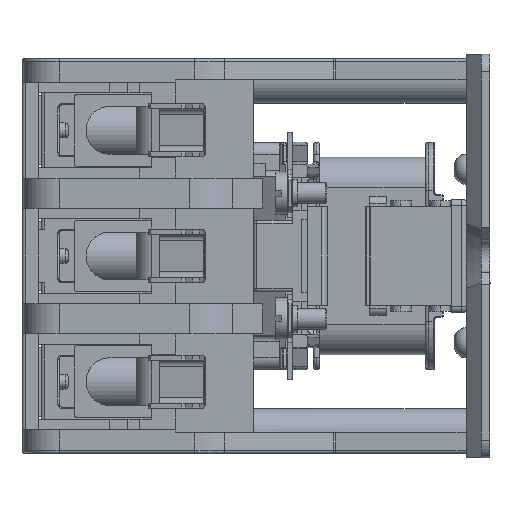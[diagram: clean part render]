
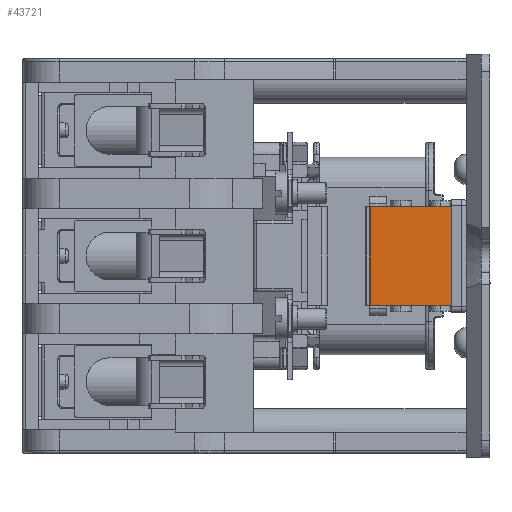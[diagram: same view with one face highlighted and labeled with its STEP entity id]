
A CAD part, left-side view. The second image highlights one B-rep face of the part: STEP entity #43721.
In plain terms, the highlighted planar face has unit normal (-1, 0, 0).
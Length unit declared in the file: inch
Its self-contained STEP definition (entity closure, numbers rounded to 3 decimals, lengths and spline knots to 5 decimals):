
#1373 = DIRECTION ( 'NONE',  ( 1., 0., 0. ) ) ;
#7450 = ORIENTED_EDGE ( 'NONE', *, *, #25252, .F. ) ;
#9001 = CARTESIAN_POINT ( 'NONE',  ( -0.9685, -1.68701, 0.3248 ) ) ;
#10568 = LINE ( 'NONE', #59031, #92612 ) ;
#11732 = CARTESIAN_POINT ( 'NONE',  ( -0.9685, -1.12205, -0.3248 ) ) ;
#17379 = VERTEX_POINT ( 'NONE', #63835 ) ;
#23284 = CARTESIAN_POINT ( 'NONE',  ( -0.9685, -1.40453, 0. ) ) ;
#25252 = EDGE_CURVE ( 'NONE', #25667, #34774, #10568, .T. ) ;
#25667 = VERTEX_POINT ( 'NONE', #69211 ) ;
#34774 = VERTEX_POINT ( 'NONE', #9001 ) ;
#37758 = DIRECTION ( 'NONE',  ( 0., 0., -1. ) ) ;
#42691 = VECTOR ( 'NONE', #37758, 39.37008 ) ;
#43236 = LINE ( 'NONE', #64355, #79132 ) ;
#43721 = ADVANCED_FACE ( 'NONE', ( #95124 ), #72485, .F. ) ;
#59031 = CARTESIAN_POINT ( 'NONE',  ( -0.9685, -1.40256, 0.3248 ) ) ;
#63835 = CARTESIAN_POINT ( 'NONE',  ( -0.9685, -1.68701, -0.3248 ) ) ;
#64355 = CARTESIAN_POINT ( 'NONE',  ( -0.9685, -1.12205, 0. ) ) ;
#67519 = ORIENTED_EDGE ( 'NONE', *, *, #75348, .F. ) ;
#69211 = CARTESIAN_POINT ( 'NONE',  ( -0.9685, -1.12205, 0.3248 ) ) ;
#72485 = PLANE ( 'NONE',  #93784 ) ;
#74223 = DIRECTION ( 'NONE',  ( 0., 0., -1. ) ) ;
#74745 = DIRECTION ( 'NONE',  ( 0., -1., 0. ) ) ;
#75348 = EDGE_CURVE ( 'NONE', #76939, #25667, #43236, .T. ) ;
#76939 = VERTEX_POINT ( 'NONE', #11732 ) ;
#78623 = CARTESIAN_POINT ( 'NONE',  ( -0.9685, -1.68701, 0. ) ) ;
#79132 = VECTOR ( 'NONE', #96503, 39.37008 ) ;
#80432 = VECTOR ( 'NONE', #98649, 39.37008 ) ;
#80806 = CARTESIAN_POINT ( 'NONE',  ( -0.9685, -1.40256, -0.3248 ) ) ;
#87027 = ORIENTED_EDGE ( 'NONE', *, *, #105632, .T. ) ;
#92612 = VECTOR ( 'NONE', #74745, 39.37008 ) ;
#93784 = AXIS2_PLACEMENT_3D ( 'NONE', #23284, #1373, #74223 ) ;
#94121 = EDGE_CURVE ( 'NONE', #34774, #17379, #95211, .T. ) ;
#95124 = FACE_OUTER_BOUND ( 'NONE', #95141, .T. ) ;
#95141 = EDGE_LOOP ( 'NONE', ( #67519, #87027, #101037, #7450 ) ) ;
#95211 = LINE ( 'NONE', #78623, #42691 ) ;
#96503 = DIRECTION ( 'NONE',  ( 0., 0., 1. ) ) ;
#98649 = DIRECTION ( 'NONE',  ( 0., -1., 0. ) ) ;
#99598 = LINE ( 'NONE', #80806, #80432 ) ;
#101037 = ORIENTED_EDGE ( 'NONE', *, *, #94121, .F. ) ;
#105632 = EDGE_CURVE ( 'NONE', #76939, #17379, #99598, .T. ) ;
